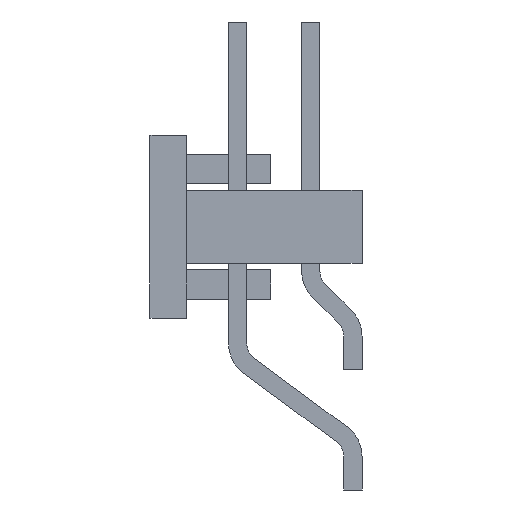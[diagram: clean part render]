
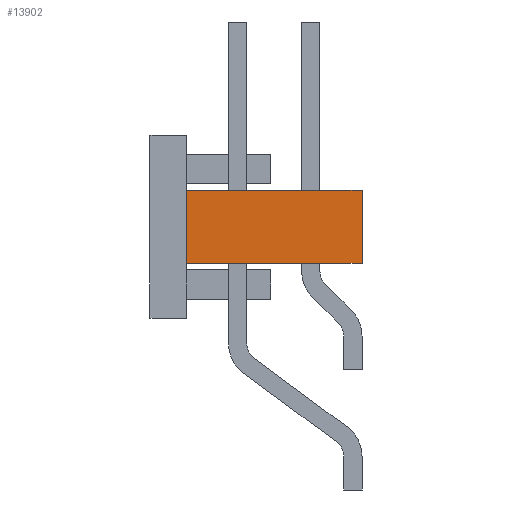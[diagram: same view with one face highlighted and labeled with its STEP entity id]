
A CAD part, left-side view. The second image highlights one B-rep face of the part: STEP entity #13902.
In plain terms, the highlighted planar face has unit normal (-1, 0, 0).
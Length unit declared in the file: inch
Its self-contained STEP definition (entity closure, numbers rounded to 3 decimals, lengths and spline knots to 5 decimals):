
#1346=ORIENTED_EDGE('',*,*,#5109,.T.);
#1347=ORIENTED_EDGE('',*,*,#4847,.F.);
#1348=ORIENTED_EDGE('',*,*,#5039,.F.);
#1349=ORIENTED_EDGE('',*,*,#4559,.T.);
#4559=EDGE_CURVE('',#6570,#6569,#7938,.T.);
#4847=EDGE_CURVE('',#6803,#6804,#8220,.T.);
#5039=EDGE_CURVE('',#6570,#6803,#8411,.T.);
#5109=EDGE_CURVE('',#6569,#6804,#8481,.T.);
#6569=VERTEX_POINT('',#19482);
#6570=VERTEX_POINT('',#19484);
#6803=VERTEX_POINT('',#20053);
#6804=VERTEX_POINT('',#20055);
#7938=LINE('',#19483,#9818);
#8220=LINE('',#20054,#10100);
#8411=LINE('',#20406,#10291);
#8481=LINE('',#20539,#10361);
#9818=VECTOR('',#15695,39.37008);
#10100=VECTOR('',#16087,39.37008);
#10291=VECTOR('',#16364,39.37008);
#10361=VECTOR('',#16448,39.37008);
#11670=EDGE_LOOP('',(#1346,#1347,#1348,#1349));
#12478=FACE_BOUND('',#11670,.T.);
#13258=PLANE('',#14687);
#13902=ADVANCED_FACE('',(#12478),#13258,.F.);
#14687=AXIS2_PLACEMENT_3D('',#20654,#16521,#16522);
#15695=DIRECTION('',(0.,0.,-1.));
#16087=DIRECTION('',(0.,0.,-1.));
#16364=DIRECTION('',(0.,-1.,0.));
#16448=DIRECTION('',(0.,-1.,0.));
#16521=DIRECTION('',(1.,0.,0.));
#16522=DIRECTION('',(0.,0.,-1.));
#19482=CARTESIAN_POINT('',(-0.35,0.12,-0.05));
#19483=CARTESIAN_POINT('',(-0.35,0.12,0.05));
#19484=CARTESIAN_POINT('',(-0.35,0.12,0.05));
#20053=CARTESIAN_POINT('',(-0.35,-0.12,0.05));
#20054=CARTESIAN_POINT('',(-0.35,-0.12,0.05));
#20055=CARTESIAN_POINT('',(-0.35,-0.12,-0.05));
#20406=CARTESIAN_POINT('',(-0.35,0.12,0.05));
#20539=CARTESIAN_POINT('',(-0.35,0.12,-0.05));
#20654=CARTESIAN_POINT('',(-0.35,0.12,0.05));
